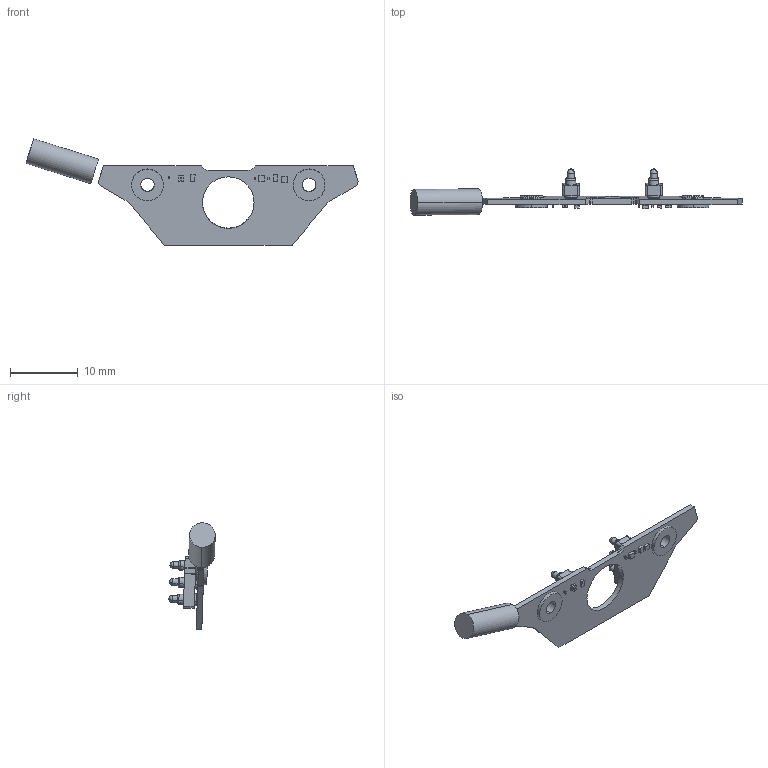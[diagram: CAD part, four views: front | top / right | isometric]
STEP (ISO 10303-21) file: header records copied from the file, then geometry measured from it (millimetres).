
FILE_DESCRIPTION (( 'STEP AP214' ), '1' );
FILE_NAME ('Neon_Bare_Metal_Nest_reference.STEP', '2023-05-04T12:17:53', ( '' ), ( '' ), 'SwSTEP 2.0', 'SolidWorks 2021', '' );
FILE_SCHEMA (( 'AUTOMOTIVE_DESIGN' ));
Length unit declared in the file: millimetre
Products named in the file (1): Neon_nest_reference
Bounding box: 48.97 x 6.85 x 15.7 mm (x, y, z)
Volume: 448.1 mm3; surface area: 1232.9 mm2
Topology: 33 solids, 33 shells, 564 faces, 1370 edges, 898 vertices
Faces by surface type: plane 335, cylinder 96, bspline 93, cone 16, sphere 12, torus 12
Entity records: 22043 total; most frequent: CARTESIAN_POINT 8842, ORIENTED_EDGE 2692, DIRECTION 2348, EDGE_CURVE 1346, LINE 916, VECTOR 916, VERTEX_POINT 886, AXIS2_PLACEMENT_3D 716
